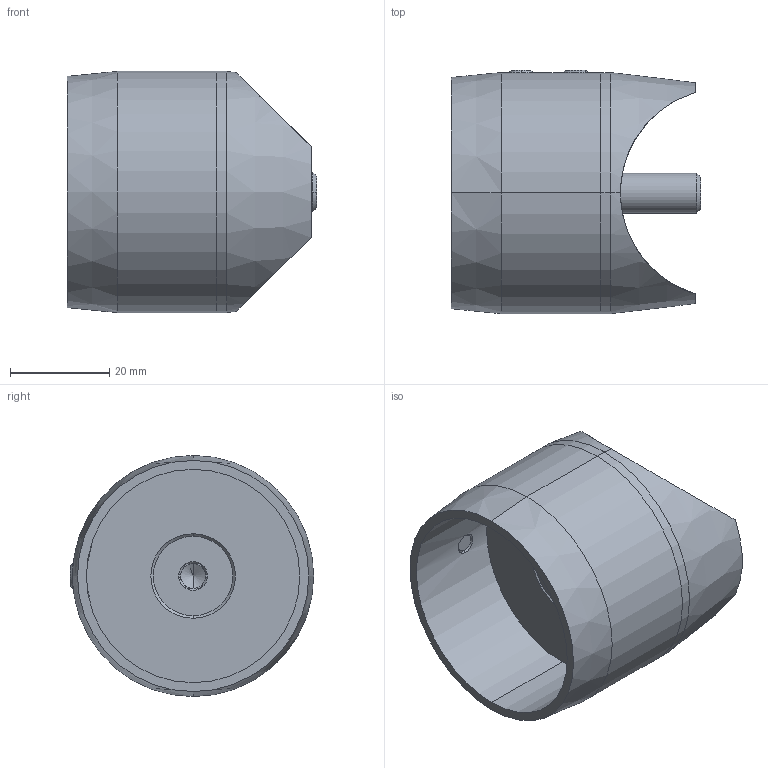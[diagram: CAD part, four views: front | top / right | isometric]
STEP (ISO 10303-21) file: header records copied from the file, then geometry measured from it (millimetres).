
FILE_DESCRIPTION (( 'STEP AP203' ), '1' );
FILE_NAME ('0100000000025913_6_A_0522-042.STEP', '2022-10-18T10:16:28', ( '' ), ( '' ), 'SwSTEP 2.0', 'SolidWorks 2019', '' );
FILE_SCHEMA (( 'CONFIG_CONTROL_DESIGN' ));
Length unit declared in the file: millimetre
Products named in the file (6): 0100000000025913_11_A_0522-042.P1; 0100000000025913_6_A_0522-042; 0100000000023996_20_DIN 914_M5x5_SKRUTKA M 5X 6; 0100000000025913_12_A_0522-042.P2; 0100000000025913_13_DIN 7991_M8x30_A2-70; 0100000000025913_14_DIN 913_M5x3_A2-70
Assembly tree (5 placements, depth 2):
  0100000000025913_6_A_0522-042
    0100000000025913_11_A_0522-042.P1
    0100000000025913_12_A_0522-042.P2
    0100000000025913_14_DIN 913_M5x3_A2-70
    0100000000025913_13_DIN 7991_M8x30_A2-70
    0100000000023996_20_DIN 914_M5x5_SKRUTKA M 5X 6
Bounding box: 50.1 x 48.95 x 48.5 mm (x, y, z)
Volume: 35113 mm3; surface area: 18565.3 mm2
Topology: 5 solids, 5 shells, 115 faces, 238 edges, 133 vertices
Faces by surface type: plane 44, cone 42, cylinder 27, torus 2
Entity records: 4086 total; most frequent: CARTESIAN_POINT 1044, DIRECTION 542, ORIENTED_EDGE 464, EDGE_CURVE 232, AXIS2_PLACEMENT_3D 215, VERTEX_POINT 133, EDGE_LOOP 129, ADVANCED_FACE 115
